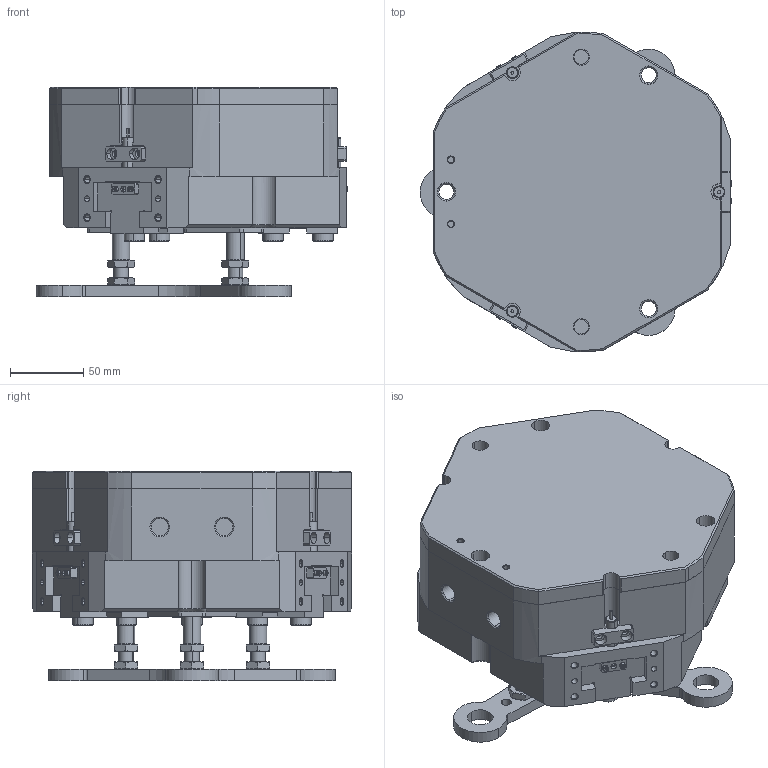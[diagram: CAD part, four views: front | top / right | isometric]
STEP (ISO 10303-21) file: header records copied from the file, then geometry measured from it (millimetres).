
FILE_DESCRIPTION (( 'STEP AP203' ), '1' );
FILE_NAME ('TZ160-218-C51.STEP', '2024-12-03T07:36:07', ( 'USER-' ), ( 'Microsoft' ), 'SwSTEP 2.0', 'SolidWorks 2018', '' );
FILE_SCHEMA (( 'CONFIG_CONTROL_DESIGN' ));
Length unit declared in the file: millimetre
Products named in the file (14): 埴翐芛蹟佪_GB_FASTENER_SCREWS_HSHCS M2X8-N; M10牉挴蹟譫尨砩; TZ160-218-M-06 笢猾啣; TZ160-218-M-01 褲极; TZ160-218-M-08 芢啣; TZ160-218-M-05 菁裔啣; TR300-15-1晚假蚾輸; 35x18-R3; TZ160-218-M-02 賑輸; TZ160-218-M-07 芢裝; TZ160-218-C51; 14x10-10隅弇杶; 潔擒18-M4羲壽揤极; M8-30諉輪羲壽
Assembly tree (38 placements, depth 2):
  TZ160-218-C51
    TZ160-218-M-01 褲极
    TZ160-218-M-02 賑輸  x3
    TZ160-218-M-06 笢猾啣
    14x10-10隅弇杶  x6
    TZ160-218-M-07 芢裝  x3
    TZ160-218-M-08 芢啣
    M10牉挴蹟譫尨砩  x6
    潔擒18-M4羲壽揤极  x3
    M8-30諉輪羲壽  x3
    TZ160-218-M-05 菁裔啣
    埴翐芛蹟佪_GB_FASTENER_SCREWS_HSHCS M2X8-N  x6
    35x18-R3
    TR300-15-1晚假蚾輸  x3
Bounding box: 212.79 x 217.99 x 143 mm (x, y, z)
Volume: 3148705.6 mm3; surface area: 367970.1 mm2
Topology: 38 solids, 62 shells, 1914 faces, 4790 edges, 2976 vertices
Faces by surface type: plane 825, cylinder 520, cone 402, bspline 155, torus 12
Entity records: 47783 total; most frequent: CARTESIAN_POINT 13476, ORIENTED_EDGE 6732, DIRECTION 6443, EDGE_CURVE 3366, AXIS2_PLACEMENT_3D 2188, VERTEX_POINT 2177, LINE 2067, VECTOR 2067
